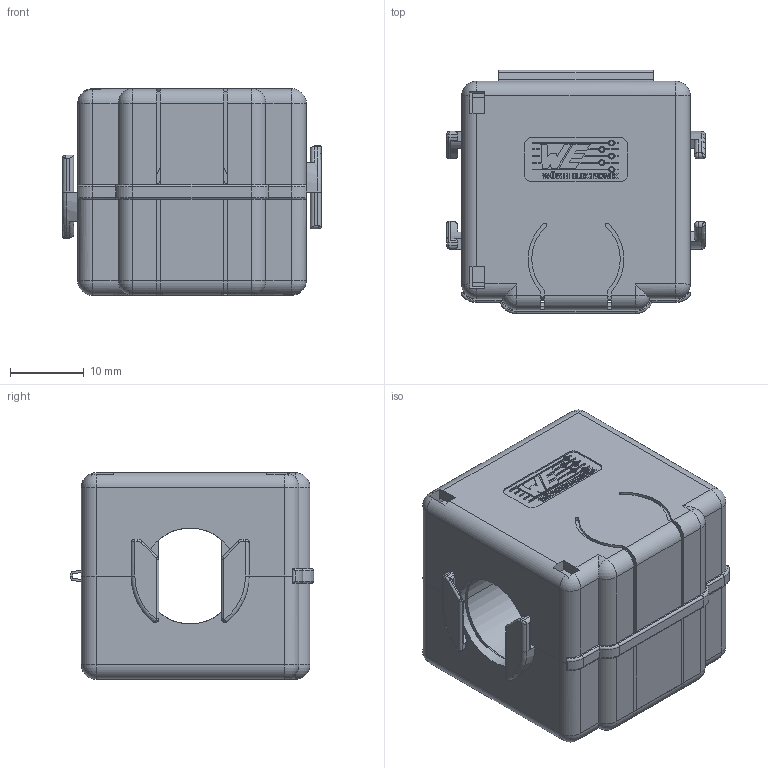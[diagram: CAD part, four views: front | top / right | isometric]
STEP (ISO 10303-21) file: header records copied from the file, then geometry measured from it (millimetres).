
FILE_DESCRIPTION( ( 'Unknown' ), '1' );
FILE_NAME( '74271722.stp', 'Unknown', ( 'Unknown' ), ( 'Unknown' ), 'XStep 1.0', 'Unknown', ' ' );
FILE_SCHEMA( ( 'automotive_design' ) );
Length unit declared in the file: millimetre
Products named in the file (4): Assem1; Gehäuse_1; Gehäuse_2; Ferrit
Bounding box: 35.1 x 33 x 28 mm (x, y, z)
Surface area: 28706.2 mm2
Topology: 7 solids, 7 shells, 1738 faces, 4728 edges, 3044 vertices
Faces by surface type: plane 1195, cylinder 271, extrusion 148, bspline 40, torus 40, sphere 32, cone 12
Full cylindrical faces by diameter (mm): 1.5 x8
Entity records: 31044 total; most frequent: CARTESIAN_POINT 8006, ORIENTED_EDGE 4630, DIRECTION 3755, EDGE_CURVE 2315, VERTEX_POINT 1511, VECTOR 1495, LINE 1421, AXIS2_PLACEMENT_3D 1130
